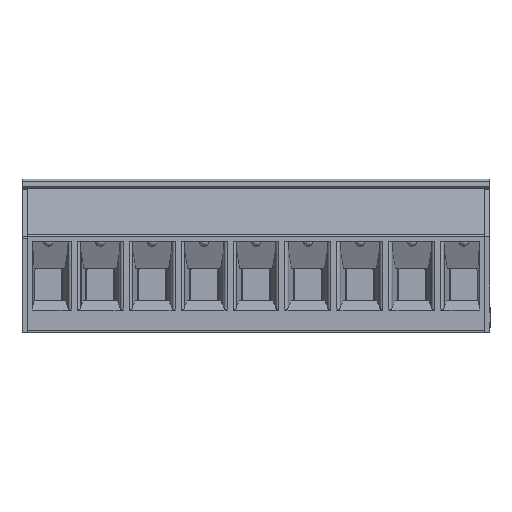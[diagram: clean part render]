
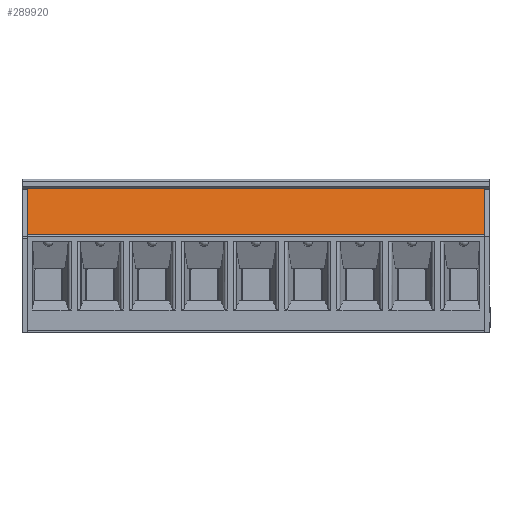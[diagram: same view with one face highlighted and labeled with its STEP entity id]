
A CAD part, front view. The second image highlights one B-rep face of the part: STEP entity #289920.
In plain terms, the highlighted face is planar.
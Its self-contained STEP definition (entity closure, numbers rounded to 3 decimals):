
#118770=CARTESIAN_POINT('',(-17.195,31.829,
56.46));
#118780=VERTEX_POINT('',#118770);
#118830=CARTESIAN_POINT('',(-15.903,24.505,
56.46));
#118840=DIRECTION('',(0.174,-0.985,0.));
#118850=VECTOR('',#118840,1.);
#118860=LINE('',#118830,#118850);
#118870=CARTESIAN_POINT('',(-16.392,27.278,
56.46));
#118880=VERTEX_POINT('',#118870);
#118890=EDGE_CURVE('',#118780,#118880,#118860,.T.);
#203650=CARTESIAN_POINT('',(-16.392,27.278,
11.72));
#203660=VERTEX_POINT('',#203650);
#203780=CARTESIAN_POINT('',(-16.392,27.278,
37.245));
#203790=DIRECTION('',(0.,0.,1.));
#203800=VECTOR('',#203790,1.);
#203810=LINE('',#203780,#203800);
#203820=EDGE_CURVE('',#203660,#118880,#203810,.T.);
#281090=CARTESIAN_POINT('',(-17.195,31.829,
11.72));
#281100=VERTEX_POINT('',#281090);
#281130=CARTESIAN_POINT('',(-17.195,31.829,
3.4));
#281140=DIRECTION('',(0.,0.,1.));
#281150=VECTOR('',#281140,1.);
#281160=LINE('',#281130,#281150);
#281170=EDGE_CURVE('',#281100,#118780,#281160,.T.);
#289760=CARTESIAN_POINT('',(-17.115,31.374,
46.175));
#289770=DIRECTION('',(0.985,0.174,0.));
#289780=DIRECTION('',(0.174,-0.985,0.));
#289790=AXIS2_PLACEMENT_3D('',#289760,#289770,#289780);
#289800=PLANE('',#289790);
#289810=ORIENTED_EDGE('',*,*,#118890,.T.);
#289820=ORIENTED_EDGE('',*,*,#281170,.T.);
#289830=CARTESIAN_POINT('',(-15.903,24.505,
11.72));
#289840=DIRECTION('',(0.174,-0.985,0.));
#289850=VECTOR('',#289840,1.);
#289860=LINE('',#289830,#289850);
#289870=EDGE_CURVE('',#281100,#203660,#289860,.T.);
#289880=ORIENTED_EDGE('',*,*,#289870,.F.);
#289890=ORIENTED_EDGE('',*,*,#203820,.F.);
#289900=EDGE_LOOP('',(#289890,#289880,#289820,#289810));
#289910=FACE_OUTER_BOUND('',#289900,.T.);
#289920=ADVANCED_FACE('',(#289910),#289800,.T.);
